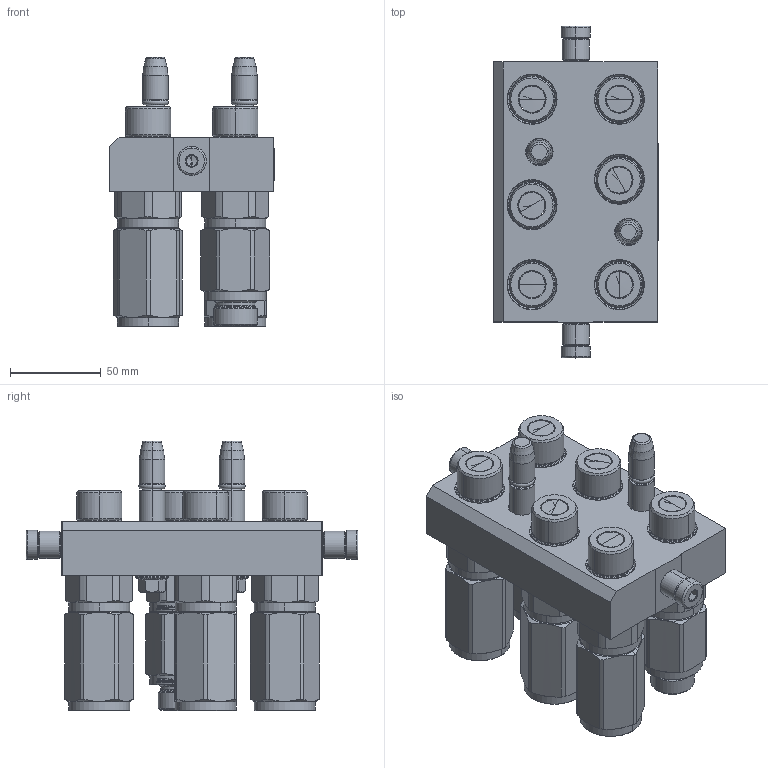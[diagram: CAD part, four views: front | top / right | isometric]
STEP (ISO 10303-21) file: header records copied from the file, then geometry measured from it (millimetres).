
FILE_DESCRIPTION (( 'STEP AP214' ), '1' );
FILE_NAME ('FASTER.step', '2023-03-06T08:28:33', ( '' ), ( '' ), 'SwSTEP 2.0', 'SolidWorks 2017', '' );
FILE_SCHEMA (( 'AUTOMOTIVE_DESIGN' ));
Length unit declared in the file: millimetre
Products named in the file (13): P608_M_BASE; 1540_080_0008_000; 3ffnp12-3_24m; 4830_013_3000_030; 4830_021_0000_000; et002; or2_62x9_19_m; FASTER; 4830_028_1000_011; 4850_010_0000_010; 3ffnp12_gas_m
Assembly tree (21 placements, depth 3):
  FASTER
    P608_M_BASE
      4850_010_0000_010
      4830_021_0000_000  x2
      4830_013_3000_030  x2
      4830_028_1000_011  x2
      1540_080_0008_000  x2
      or2_62x9_19_m  x2
    3ffnp12_gas_m  x4
      3ffnp12_gas_m
    3ffnp12-3_24m  x2
      3ffnp12-3_24m
    et002
Bounding box: 90.3 x 182.6 x 148.2 mm (x, y, z)
Volume: 2873.9 mm3; surface area: 177157.3 mm2
Topology: 5 solids, 76 shells, 2949 faces, 8935 edges, 5908 vertices
Faces by surface type: plane 1658, cylinder 483, cone 458, bspline 202, torus 148
Entity records: 70744 total; most frequent: CARTESIAN_POINT 18503, ORIENTED_EDGE 9601, DIRECTION 8808, EDGE_CURVE 5131, VECTOR 3540, LINE 3540, VERTEX_POINT 3385, AXIS2_PLACEMENT_3D 2634
